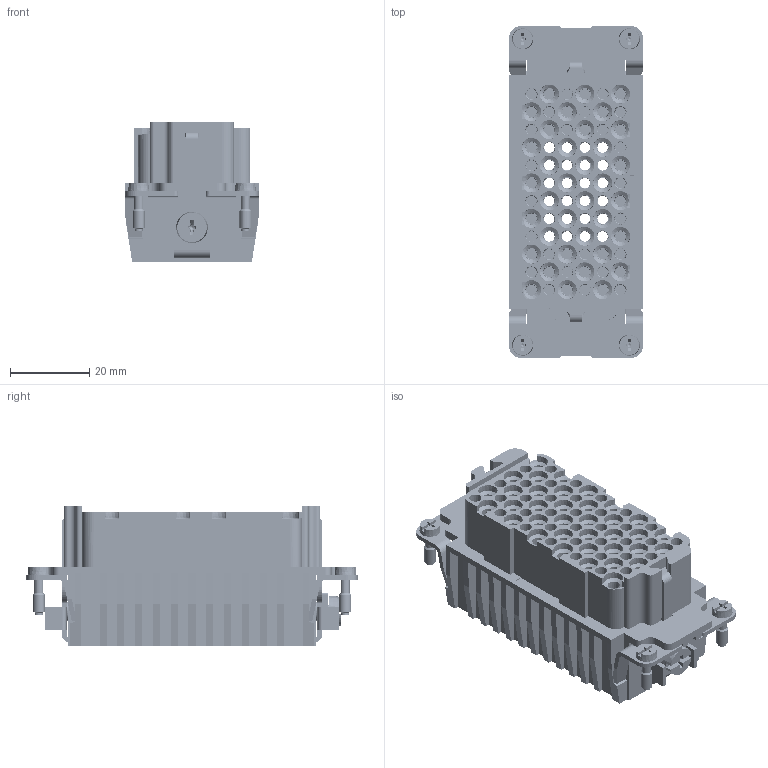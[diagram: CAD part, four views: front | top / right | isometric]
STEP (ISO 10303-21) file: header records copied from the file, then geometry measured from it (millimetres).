
FILE_DESCRIPTION(('CATIA V5 STEP Exchange','CAx-IF Rec.Pracs.--- Model Styling and Organization---1.5--- 2016-08-15','CAx-IF Rec.Pracs.---Supplemental Geometry---1.0---2011-11-01','CAx-IF Rec.Pracs.--- Composite Materials ---1.1---2010-07-15'),'2;1');
FILE_NAME ('2112036-7_0', '2025-10-06T10:55:23+00:00', ('none'), ('Weidmueller'), 'CATIA Version 5-6 Release 2024 SP4', 'CATIA V5 STEP AP214 v3', 'none');
FILE_SCHEMA(('AUTOMOTIVE_DESIGN { 1 0 10303 214 1 1 1 1 }'));
Products named in the file (1): 3116650000
Bounding box: 33.9 x 84 x 35.5 mm (x, y, z)
Volume: 46090.5 mm3; surface area: 50767.4 mm2
Topology: 1 solids, 1 shells, 3001 faces, 6836 edges, 3978 vertices
Faces by surface type: cylinder 1084, cone 912, plane 701, torus 288, bspline 16
Entity records: 74328 total; most frequent: ORIENTED_EDGE 13652, CARTESIAN_POINT 12945, DIRECTION 9721, EDGE_CURVE 6826, AXIS2_PLACEMENT_3D 4794, VERTEX_POINT 3978, VECTOR 3423, LINE 3423
